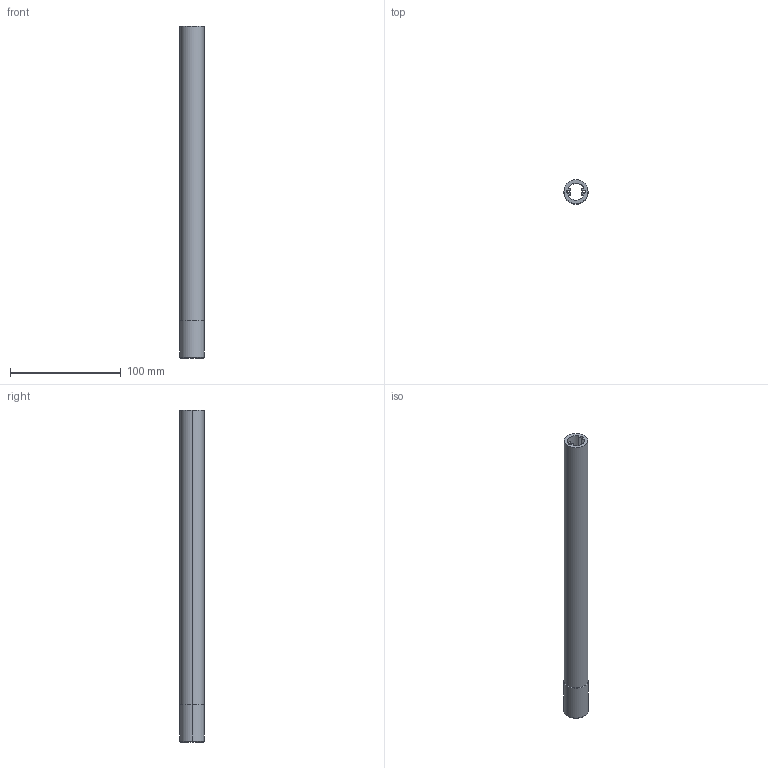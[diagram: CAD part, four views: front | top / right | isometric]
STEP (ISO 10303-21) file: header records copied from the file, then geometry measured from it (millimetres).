
FILE_DESCRIPTION (( 'STEP AP214' ), '1' );
FILE_NAME ('POLE22-0300AT.step', '2018-07-03T11:59:15', ( '' ), ( '' ), 'SwSTEP 2.0', 'SolidWorks 2017', '' );
FILE_SCHEMA (( 'AUTOMOTIVE_DESIGN' ));
Length unit declared in the file: inch
Products named in the file (1): POLE22-0300AT
Bounding box: 22 x 22 x 300 mm (x, y, z)
Volume: 57748.3 mm3; surface area: 40098.5 mm2
Topology: 1 solids, 1 shells, 16 faces, 32 edges, 20 vertices
Faces by surface type: cylinder 6, bspline 4, plane 4, cone 2
Entity records: 1056 total; most frequent: CARTESIAN_POINT 697, DIRECTION 66, ORIENTED_EDGE 64, EDGE_CURVE 32, AXIS2_PLACEMENT_3D 27, EDGE_LOOP 20, VERTEX_POINT 20, FACE_OUTER_BOUND 16
